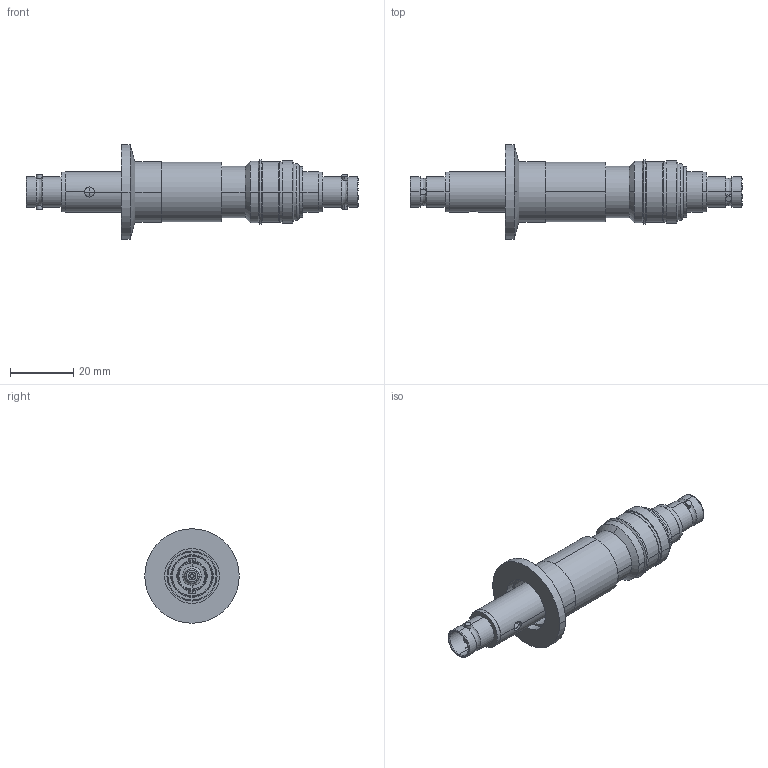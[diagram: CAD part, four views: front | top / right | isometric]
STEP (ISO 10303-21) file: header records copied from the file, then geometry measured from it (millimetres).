
FILE_DESCRIPTION (( 'STEP AP203' ), '1' );
FILE_NAME ('A0480-2-QF.STEP', '2013-05-09T19:54:23', ( '' ), ( '' ), 'SwSTEP 2.0', 'SolidWorks 2012', '' );
FILE_SCHEMA (( 'CONFIG_CONTROL_DESIGN' ));
Length unit declared in the file: inch
Products named in the file (1): A0480-2-QF
Bounding box: 105.26 x 29.97 x 29.97 mm (x, y, z)
Volume: 12643.3 mm3; surface area: 17076.5 mm2
Topology: 1 solids, 3 shells, 241 faces, 556 edges, 356 vertices
Faces by surface type: cylinder 128, plane 53, bspline 30, cone 30
Entity records: 7843 total; most frequent: CARTESIAN_POINT 2168, DIRECTION 1276, ORIENTED_EDGE 1112, EDGE_CURVE 556, AXIS2_PLACEMENT_3D 546, VERTEX_POINT 356, CIRCLE 334, EDGE_LOOP 282
